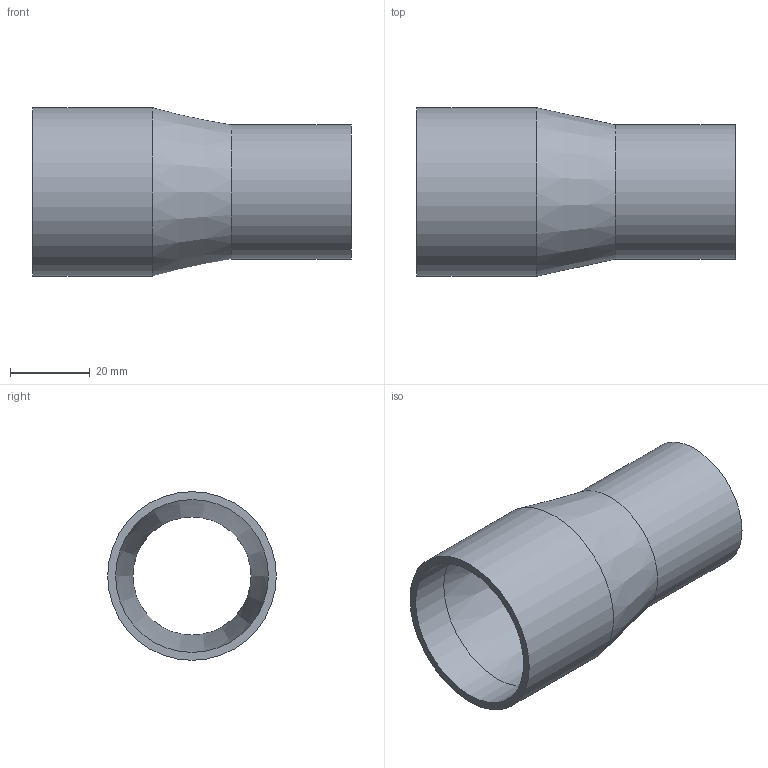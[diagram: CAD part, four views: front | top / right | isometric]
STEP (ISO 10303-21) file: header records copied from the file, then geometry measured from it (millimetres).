
FILE_DESCRIPTION((''),'2;1');
FILE_NAME('10203032X025.stp','2010-09-03T13:09:56',('thilbrands'),(''),'Autodesk Inventor 2008','Autodesk Inventor 2008','');
FILE_SCHEMA(('AUTOMOTIVE_DESIGN { 1 0 10303 214 1 1 1 1 }'));
Length unit declared in the file: millimetre
Products named in the file (1): 10203010X008
Bounding box: 80 x 42.4 x 42.4 mm (x, y, z)
Volume: 23417.6 mm3; surface area: 18355.5 mm2
Topology: 1 solids, 1 shells, 8 faces, 14 edges, 8 vertices
Faces by surface type: cylinder 4, cone 2, plane 2
Full cylindrical faces by diameter (mm): 29.7 x1, 33.7 x1, 38.4 x1, 42.4 x1
Entity records: 194 total; most frequent: DIRECTION 34, CARTESIAN_POINT 25, AXIS2_PLACEMENT_3D 17, ORIENTED_EDGE 16, EDGE_LOOP 16, VERTEX_POINT 8, CIRCLE 8, EDGE_CURVE 8
